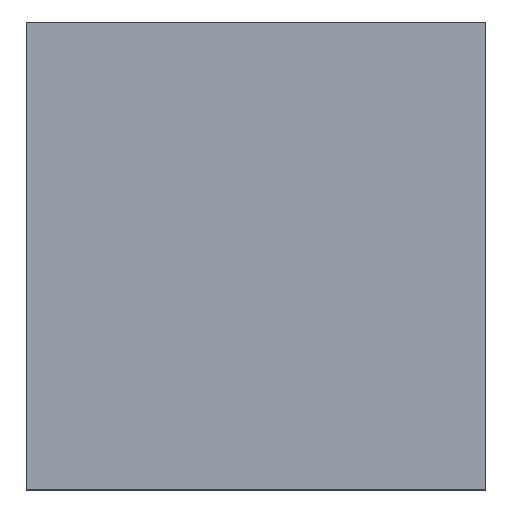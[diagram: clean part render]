
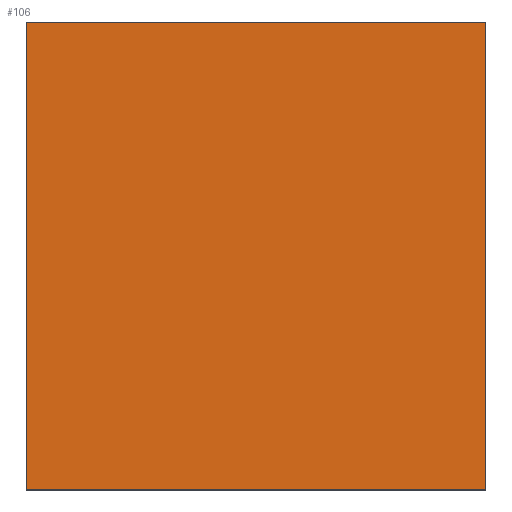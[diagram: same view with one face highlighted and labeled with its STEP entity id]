
A CAD part, top view. The second image highlights one B-rep face of the part: STEP entity #106.
In plain terms, the highlighted planar face has unit normal (0, 0, 1).
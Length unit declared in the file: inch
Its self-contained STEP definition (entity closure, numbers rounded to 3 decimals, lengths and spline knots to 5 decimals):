
#20=FACE_OUTER_BOUND('',#26,.T.);
#26=EDGE_LOOP('',(#91,#92,#93,#94));
#29=LINE('',#149,#41);
#32=LINE('',#155,#44);
#35=LINE('',#161,#47);
#38=LINE('',#165,#50);
#41=VECTOR('',#121,0.11811);
#44=VECTOR('',#126,0.116);
#47=VECTOR('',#131,0.11811);
#50=VECTOR('',#136,0.116);
#53=VERTEX_POINT('',#146);
#54=VERTEX_POINT('',#148);
#56=VERTEX_POINT('',#154);
#58=VERTEX_POINT('',#160);
#61=EDGE_CURVE('',#54,#53,#29,.T.);
#64=EDGE_CURVE('',#56,#54,#32,.T.);
#67=EDGE_CURVE('',#58,#56,#35,.T.);
#70=EDGE_CURVE('',#53,#58,#38,.T.);
#91=ORIENTED_EDGE('',*,*,#70,.T.);
#92=ORIENTED_EDGE('',*,*,#67,.T.);
#93=ORIENTED_EDGE('',*,*,#64,.T.);
#94=ORIENTED_EDGE('',*,*,#61,.T.);
#100=PLANE('',#114);
#106=ADVANCED_FACE('',(#20),#100,.T.);
#114=AXIS2_PLACEMENT_3D('',#167,#139,#140);
#121=DIRECTION('',(0.,1.,0.));
#126=DIRECTION('',(1.,0.,0.));
#131=DIRECTION('',(0.,-1.,0.));
#136=DIRECTION('',(-1.,0.,0.));
#139=DIRECTION('center_axis',(0.,0.,1.));
#140=DIRECTION('ref_axis',(1.,0.,0.));
#146=CARTESIAN_POINT('',(0.06,0.05906,0.03937));
#148=CARTESIAN_POINT('',(0.06,-0.05906,0.03937));
#149=CARTESIAN_POINT('',(0.06,0.05906,0.03937));
#154=CARTESIAN_POINT('',(-0.056,-0.05906,0.03937));
#155=CARTESIAN_POINT('',(0.06,-0.05906,0.03937));
#160=CARTESIAN_POINT('',(-0.056,0.05906,0.03937));
#161=CARTESIAN_POINT('',(-0.056,-0.05906,0.03937));
#165=CARTESIAN_POINT('',(-0.056,0.05906,0.03937));
#167=CARTESIAN_POINT('Origin',(0.002,0.,0.03937));
